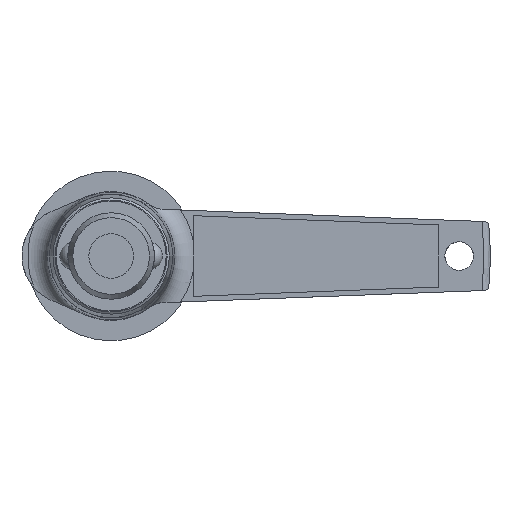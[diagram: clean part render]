
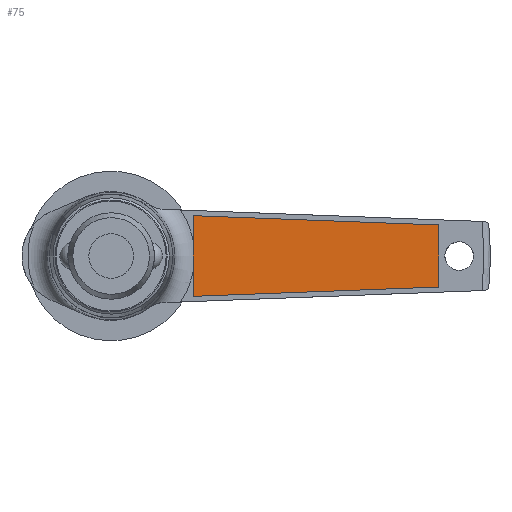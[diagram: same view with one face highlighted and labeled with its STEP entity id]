
A CAD part, front view. The second image highlights one B-rep face of the part: STEP entity #75.
In plain terms, the highlighted planar face has unit normal (0, -1, 0).
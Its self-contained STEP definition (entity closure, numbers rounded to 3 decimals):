
#75 = ADVANCED_FACE( '', ( #183 ), #184, .F. );
#183 = FACE_OUTER_BOUND( '', #341, .T. );
#184 = PLANE( '', #342 );
#341 = EDGE_LOOP( '', ( #550, #551, #552, #553 ) );
#342 = AXIS2_PLACEMENT_3D( '', #554, #555, #556 );
#550 = ORIENTED_EDGE( '', *, *, #882, .F. );
#551 = ORIENTED_EDGE( '', *, *, #885, .F. );
#552 = ORIENTED_EDGE( '', *, *, #886, .F. );
#553 = ORIENTED_EDGE( '', *, *, #887, .F. );
#554 = CARTESIAN_POINT( '', ( 0., 22.1, 0. ) );
#555 = DIRECTION( '', ( 0., 1., 0. ) );
#556 = DIRECTION( '', ( 0., 0., 1. ) );
#882 = EDGE_CURVE( '', #1032, #1034, #1035, .T. );
#885 = EDGE_CURVE( '', #1038, #1032, #1039, .T. );
#886 = EDGE_CURVE( '', #1040, #1038, #1041, .T. );
#887 = EDGE_CURVE( '', #1034, #1040, #1042, .T. );
#1032 = VERTEX_POINT( '', #1264 );
#1034 = VERTEX_POINT( '', #1267 );
#1035 = LINE( '', #1268, #1269 );
#1038 = VERTEX_POINT( '', #1273 );
#1039 = LINE( '', #1274, #1275 );
#1040 = VERTEX_POINT( '', #1276 );
#1041 = LINE( '', #1277, #1278 );
#1042 = LINE( '', #1279, #1280 );
#1264 = CARTESIAN_POINT( '', ( 9.47, 22.1, -4.659 ) );
#1267 = CARTESIAN_POINT( '', ( 9.47, 22.1, 4.659 ) );
#1268 = CARTESIAN_POINT( '', ( 9.47, 22.1, -4.659 ) );
#1269 = VECTOR( '', #1719, 1000. );
#1273 = CARTESIAN_POINT( '', ( 37.87, 22.1, -3.584 ) );
#1274 = CARTESIAN_POINT( '', ( 37.87, 22.1, -3.584 ) );
#1275 = VECTOR( '', #1721, 1000. );
#1276 = CARTESIAN_POINT( '', ( 37.87, 22.1, 3.584 ) );
#1277 = CARTESIAN_POINT( '', ( 37.87, 22.1, 3.584 ) );
#1278 = VECTOR( '', #1722, 1000. );
#1279 = CARTESIAN_POINT( '', ( 9.47, 22.1, 4.659 ) );
#1280 = VECTOR( '', #1723, 1000. );
#1719 = DIRECTION( '', ( 0., 0., 1. ) );
#1721 = DIRECTION( '', ( -0.999, 0., -0.038 ) );
#1722 = DIRECTION( '', ( 0., 0., -1. ) );
#1723 = DIRECTION( '', ( 0.999, 0., -0.038 ) );
